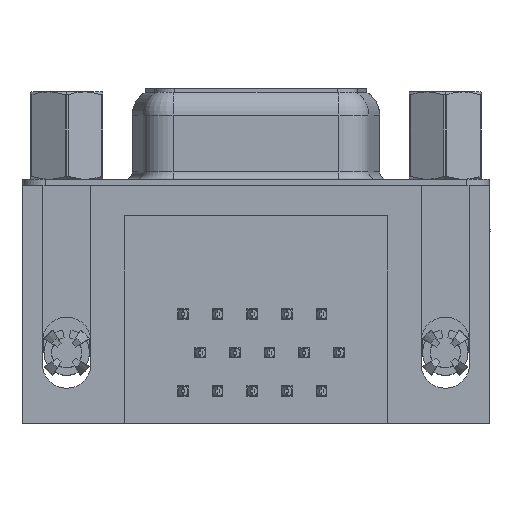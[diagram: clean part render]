
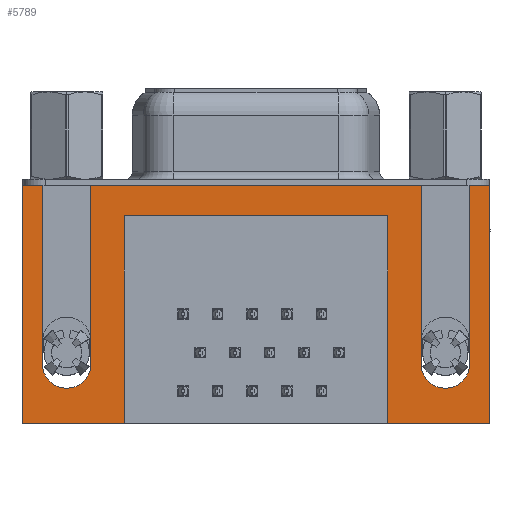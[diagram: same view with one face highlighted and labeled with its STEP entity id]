
A CAD part, front view. The second image highlights one B-rep face of the part: STEP entity #5789.
In plain terms, the highlighted planar face has unit normal (0, -1, 0).
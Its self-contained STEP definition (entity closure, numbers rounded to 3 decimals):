
#173 = LINE ( 'NONE', #15761, #13989 ) ;
#241 = ORIENTED_EDGE ( 'NONE', *, *, #16034, .F. ) ;
#383 = ORIENTED_EDGE ( 'NONE', *, *, #10851, .F. ) ;
#618 = DIRECTION ( 'NONE',  ( 0., 0., -1. ) ) ;
#1544 = DIRECTION ( 'NONE',  ( 0., -1., 0. ) ) ;
#2080 = DIRECTION ( 'NONE',  ( 0., -1., 0. ) ) ;
#3486 = ORIENTED_EDGE ( 'NONE', *, *, #18551, .T. ) ;
#3826 = EDGE_LOOP ( 'NONE', ( #25411, #25638, #6829, #8148, #12870, #23292, #241, #7413, #34293, #5302, #23364, #5952, #19890, #29474, #3486, #383 ) ) ;
#4092 = CARTESIAN_POINT ( 'NONE',  ( -2.91, -6.275, 0. ) ) ;
#4128 = CARTESIAN_POINT ( 'NONE',  ( 1.6, -6.275, 0. ) ) ;
#5302 = ORIENTED_EDGE ( 'NONE', *, *, #8178, .F. ) ;
#5403 = CARTESIAN_POINT ( 'NONE',  ( 21.2, -6.275, -15.7 ) ) ;
#5453 = CARTESIAN_POINT ( 'NONE',  ( 0., -6.275, -11.78 ) ) ;
#5565 = VERTEX_POINT ( 'NONE', #30047 ) ;
#5789 = ADVANCED_FACE ( 'NONE', ( #13733 ), #30937, .T. ) ;
#5952 = ORIENTED_EDGE ( 'NONE', *, *, #30639, .F. ) ;
#6363 = DIRECTION ( 'NONE',  ( -1., 0., 0. ) ) ;
#6673 = LINE ( 'NONE', #29343, #37191 ) ;
#6829 = ORIENTED_EDGE ( 'NONE', *, *, #35887, .F. ) ;
#7051 = DIRECTION ( 'NONE',  ( 1., 0., 0. ) ) ;
#7085 = DIRECTION ( 'NONE',  ( 0., 0., 1. ) ) ;
#7232 = CARTESIAN_POINT ( 'NONE',  ( 21.2, -6.275, -2. ) ) ;
#7413 = ORIENTED_EDGE ( 'NONE', *, *, #30106, .F. ) ;
#7433 = EDGE_CURVE ( 'NONE', #9251, #19325, #11348, .T. ) ;
#7756 = VERTEX_POINT ( 'NONE', #14798 ) ;
#8052 = LINE ( 'NONE', #4128, #14964 ) ;
#8060 = DIRECTION ( 'NONE',  ( 0., 0., 1. ) ) ;
#8148 = ORIENTED_EDGE ( 'NONE', *, *, #30842, .F. ) ;
#8178 = EDGE_CURVE ( 'NONE', #19650, #35959, #6673, .T. ) ;
#8340 = LINE ( 'NONE', #25712, #23091 ) ;
#8399 = DIRECTION ( 'NONE',  ( 1., 0., 0. ) ) ;
#9068 = CARTESIAN_POINT ( 'NONE',  ( -2.91, -6.275, 0. ) ) ;
#9251 = VERTEX_POINT ( 'NONE', #23162 ) ;
#9341 = VECTOR ( 'NONE', #34180, 1000. ) ;
#10358 = CARTESIAN_POINT ( 'NONE',  ( 3.79, -6.275, -2. ) ) ;
#10851 = EDGE_CURVE ( 'NONE', #21852, #14571, #19105, .T. ) ;
#11197 = VECTOR ( 'NONE', #18766, 1000. ) ;
#11348 = CIRCLE ( 'NONE', #22278, 1.6 ) ;
#12427 = LINE ( 'NONE', #18283, #36953 ) ;
#12822 = EDGE_CURVE ( 'NONE', #23411, #30366, #19939, .T. ) ;
#12870 = ORIENTED_EDGE ( 'NONE', *, *, #27938, .F. ) ;
#13733 = FACE_OUTER_BOUND ( 'NONE', #3826, .T. ) ;
#13989 = VECTOR ( 'NONE', #33502, 1000. ) ;
#14230 = VECTOR ( 'NONE', #16356, 1000. ) ;
#14571 = VERTEX_POINT ( 'NONE', #18445 ) ;
#14601 = CARTESIAN_POINT ( 'NONE',  ( 3.79, -6.275, -2. ) ) ;
#14798 = CARTESIAN_POINT ( 'NONE',  ( -2.91, -6.275, 0. ) ) ;
#14964 = VECTOR ( 'NONE', #7085, 1000. ) ;
#15317 = EDGE_CURVE ( 'NONE', #19325, #21852, #8340, .T. ) ;
#15761 = CARTESIAN_POINT ( 'NONE',  ( 3.79, -6.275, -2. ) ) ;
#15767 = CARTESIAN_POINT ( 'NONE',  ( 27.9, -6.275, -15.7 ) ) ;
#16034 = EDGE_CURVE ( 'NONE', #21363, #5565, #12427, .T. ) ;
#16049 = AXIS2_PLACEMENT_3D ( 'NONE', #33958, #1544, #22147 ) ;
#16208 = CARTESIAN_POINT ( 'NONE',  ( 27.9, -6.275, -2.5 ) ) ;
#16356 = DIRECTION ( 'NONE',  ( 0., 0., -1. ) ) ;
#16469 = LINE ( 'NONE', #10358, #32216 ) ;
#16909 = VERTEX_POINT ( 'NONE', #25015 ) ;
#16925 = VECTOR ( 'NONE', #27992, 1000. ) ;
#18137 = LINE ( 'NONE', #31143, #9341 ) ;
#18283 = CARTESIAN_POINT ( 'NONE',  ( -1.6, -6.275, 0. ) ) ;
#18445 = CARTESIAN_POINT ( 'NONE',  ( 27.9, -6.275, 0. ) ) ;
#18522 = CARTESIAN_POINT ( 'NONE',  ( 27.9, -6.275, -15.7 ) ) ;
#18551 = EDGE_CURVE ( 'NONE', #23411, #14571, #30757, .T. ) ;
#18645 = CIRCLE ( 'NONE', #30896, 1.6 ) ;
#18766 = DIRECTION ( 'NONE',  ( -1., 0., 0. ) ) ;
#19068 = VECTOR ( 'NONE', #7051, 1000. ) ;
#19105 = LINE ( 'NONE', #9068, #26025 ) ;
#19110 = VERTEX_POINT ( 'NONE', #37198 ) ;
#19325 = VERTEX_POINT ( 'NONE', #26279 ) ;
#19505 = VECTOR ( 'NONE', #28607, 1000. ) ;
#19650 = VERTEX_POINT ( 'NONE', #24321 ) ;
#19726 = CARTESIAN_POINT ( 'NONE',  ( 24.99, -6.275, -11.78 ) ) ;
#19797 = EDGE_CURVE ( 'NONE', #35959, #7756, #27338, .T. ) ;
#19890 = ORIENTED_EDGE ( 'NONE', *, *, #26671, .F. ) ;
#19939 = LINE ( 'NONE', #15767, #11197 ) ;
#21132 = LINE ( 'NONE', #34111, #14230 ) ;
#21363 = VERTEX_POINT ( 'NONE', #30428 ) ;
#21370 = CARTESIAN_POINT ( 'NONE',  ( 1.6, -6.275, -11.78 ) ) ;
#21852 = VERTEX_POINT ( 'NONE', #27537 ) ;
#22147 = DIRECTION ( 'NONE',  ( 0., 0., -1. ) ) ;
#22278 = AXIS2_PLACEMENT_3D ( 'NONE', #19726, #2080, #22678 ) ;
#22678 = DIRECTION ( 'NONE',  ( -1., 0., 0. ) ) ;
#23091 = VECTOR ( 'NONE', #8060, 1000. ) ;
#23162 = CARTESIAN_POINT ( 'NONE',  ( 23.39, -6.275, -11.78 ) ) ;
#23292 = ORIENTED_EDGE ( 'NONE', *, *, #29843, .F. ) ;
#23364 = ORIENTED_EDGE ( 'NONE', *, *, #36621, .F. ) ;
#23411 = VERTEX_POINT ( 'NONE', #18522 ) ;
#24321 = CARTESIAN_POINT ( 'NONE',  ( 3.79, -6.275, -15.7 ) ) ;
#25015 = CARTESIAN_POINT ( 'NONE',  ( 1.6, -6.275, 0. ) ) ;
#25411 = ORIENTED_EDGE ( 'NONE', *, *, #15317, .F. ) ;
#25638 = ORIENTED_EDGE ( 'NONE', *, *, #7433, .F. ) ;
#25712 = CARTESIAN_POINT ( 'NONE',  ( 26.59, -6.275, 0. ) ) ;
#26025 = VECTOR ( 'NONE', #32725, 1000. ) ;
#26042 = DIRECTION ( 'NONE',  ( 0., -1., 0. ) ) ;
#26279 = CARTESIAN_POINT ( 'NONE',  ( 26.59, -6.275, -11.78 ) ) ;
#26671 = EDGE_CURVE ( 'NONE', #30366, #19110, #36770, .T. ) ;
#27338 = LINE ( 'NONE', #31453, #19505 ) ;
#27537 = CARTESIAN_POINT ( 'NONE',  ( 26.59, -6.275, 0. ) ) ;
#27871 = DIRECTION ( 'NONE',  ( 0., 0., 1. ) ) ;
#27938 = EDGE_CURVE ( 'NONE', #31976, #16909, #8052, .T. ) ;
#27992 = DIRECTION ( 'NONE',  ( 0., 0., 1. ) ) ;
#28607 = DIRECTION ( 'NONE',  ( 0., 0., 1. ) ) ;
#29343 = CARTESIAN_POINT ( 'NONE',  ( 27.9, -6.275, -15.7 ) ) ;
#29474 = ORIENTED_EDGE ( 'NONE', *, *, #12822, .F. ) ;
#29843 = EDGE_CURVE ( 'NONE', #5565, #31976, #18645, .T. ) ;
#30047 = CARTESIAN_POINT ( 'NONE',  ( -1.6, -6.275, -11.78 ) ) ;
#30106 = EDGE_CURVE ( 'NONE', #7756, #21363, #35748, .T. ) ;
#30184 = VERTEX_POINT ( 'NONE', #34221 ) ;
#30366 = VERTEX_POINT ( 'NONE', #5403 ) ;
#30428 = CARTESIAN_POINT ( 'NONE',  ( -1.6, -6.275, 0. ) ) ;
#30639 = EDGE_CURVE ( 'NONE', #19110, #33120, #173, .T. ) ;
#30734 = VECTOR ( 'NONE', #27871, 1000. ) ;
#30757 = LINE ( 'NONE', #16208, #16925 ) ;
#30842 = EDGE_CURVE ( 'NONE', #16909, #30184, #18137, .T. ) ;
#30896 = AXIS2_PLACEMENT_3D ( 'NONE', #5453, #26042, #8399 ) ;
#30937 = PLANE ( 'NONE',  #16049 ) ;
#31014 = DIRECTION ( 'NONE',  ( 0., 0., -1. ) ) ;
#31143 = CARTESIAN_POINT ( 'NONE',  ( -2.91, -6.275, 0. ) ) ;
#31217 = CARTESIAN_POINT ( 'NONE',  ( -2.91, -6.275, -15.7 ) ) ;
#31453 = CARTESIAN_POINT ( 'NONE',  ( -2.91, -6.275, -2.5 ) ) ;
#31976 = VERTEX_POINT ( 'NONE', #21370 ) ;
#32216 = VECTOR ( 'NONE', #31014, 1000. ) ;
#32725 = DIRECTION ( 'NONE',  ( 1., 0., 0. ) ) ;
#33120 = VERTEX_POINT ( 'NONE', #14601 ) ;
#33502 = DIRECTION ( 'NONE',  ( -1., 0., 0. ) ) ;
#33958 = CARTESIAN_POINT ( 'NONE',  ( -2.91, -6.275, -2.5 ) ) ;
#34111 = CARTESIAN_POINT ( 'NONE',  ( 23.39, -6.275, 0. ) ) ;
#34180 = DIRECTION ( 'NONE',  ( 1., 0., 0. ) ) ;
#34221 = CARTESIAN_POINT ( 'NONE',  ( 23.39, -6.275, 0. ) ) ;
#34293 = ORIENTED_EDGE ( 'NONE', *, *, #19797, .F. ) ;
#35748 = LINE ( 'NONE', #4092, #19068 ) ;
#35887 = EDGE_CURVE ( 'NONE', #30184, #9251, #21132, .T. ) ;
#35959 = VERTEX_POINT ( 'NONE', #31217 ) ;
#36621 = EDGE_CURVE ( 'NONE', #33120, #19650, #16469, .T. ) ;
#36770 = LINE ( 'NONE', #7232, #30734 ) ;
#36953 = VECTOR ( 'NONE', #618, 1000. ) ;
#37191 = VECTOR ( 'NONE', #6363, 1000. ) ;
#37198 = CARTESIAN_POINT ( 'NONE',  ( 21.2, -6.275, -2. ) ) ;
